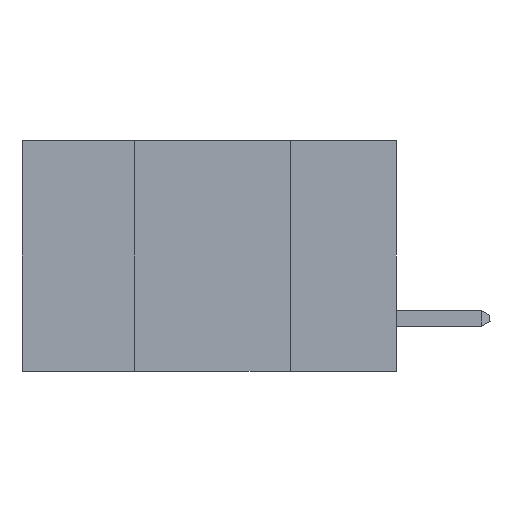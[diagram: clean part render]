
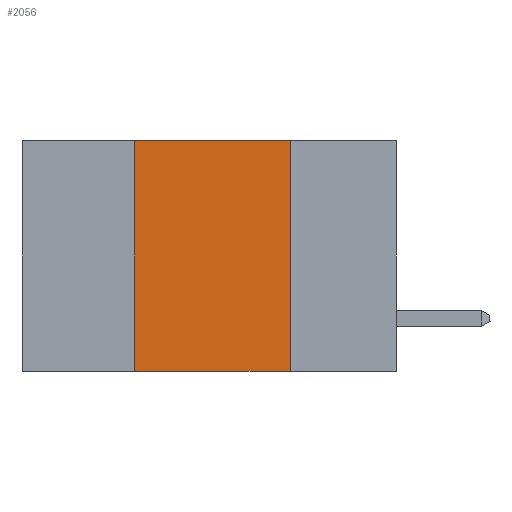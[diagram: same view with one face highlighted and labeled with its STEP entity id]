
A CAD part, left-side view. The second image highlights one B-rep face of the part: STEP entity #2056.
In plain terms, the highlighted planar face has unit normal (-1, 0, 0).
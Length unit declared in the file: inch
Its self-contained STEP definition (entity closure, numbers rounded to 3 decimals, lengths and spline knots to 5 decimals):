
#237 = CARTESIAN_POINT ( 'NONE',  ( 0., 0.42, 0. ) ) ;
#304 = ORIENTED_EDGE ( 'NONE', *, *, #3716, .F. ) ;
#634 = DIRECTION ( 'NONE',  ( 0., -1., 0. ) ) ;
#670 = VECTOR ( 'NONE', #7270, 39.37008 ) ;
#693 = CARTESIAN_POINT ( 'NONE',  ( 0., 0.6, 0. ) ) ;
#864 = DIRECTION ( 'NONE',  ( 0., 0., 1. ) ) ;
#1672 = PLANE ( 'NONE',  #2348 ) ;
#2056 = ADVANCED_FACE ( 'NONE', ( #5420 ), #1672, .F. ) ;
#2348 = AXIS2_PLACEMENT_3D ( 'NONE', #3367, #9192, #7673 ) ;
#2590 = LINE ( 'NONE', #7828, #670 ) ;
#3024 = CARTESIAN_POINT ( 'NONE',  ( 0., 0.17, 0. ) ) ;
#3129 = VERTEX_POINT ( 'NONE', #3024 ) ;
#3220 = LINE ( 'NONE', #237, #8657 ) ;
#3306 = VERTEX_POINT ( 'NONE', #6096 ) ;
#3367 = CARTESIAN_POINT ( 'NONE',  ( 0., 0.6, 0. ) ) ;
#3570 = ORIENTED_EDGE ( 'NONE', *, *, #7637, .F. ) ;
#3716 = EDGE_CURVE ( 'NONE', #3306, #3129, #4618, .T. ) ;
#4618 = LINE ( 'NONE', #693, #8109 ) ;
#5420 = FACE_OUTER_BOUND ( 'NONE', #8941, .T. ) ;
#5635 = VERTEX_POINT ( 'NONE', #9164 ) ;
#6096 = CARTESIAN_POINT ( 'NONE',  ( 0., 0.42, 0. ) ) ;
#6301 = VECTOR ( 'NONE', #8585, 39.37008 ) ;
#7270 = DIRECTION ( 'NONE',  ( 0., 0., -1. ) ) ;
#7637 = EDGE_CURVE ( 'NONE', #9167, #3306, #3220, .T. ) ;
#7673 = DIRECTION ( 'NONE',  ( 0., 0., -1. ) ) ;
#7828 = CARTESIAN_POINT ( 'NONE',  ( 0., 0.17, 0. ) ) ;
#7915 = EDGE_CURVE ( 'NONE', #9167, #5635, #7932, .T. ) ;
#7932 = LINE ( 'NONE', #8623, #6301 ) ;
#8109 = VECTOR ( 'NONE', #634, 39.37008 ) ;
#8162 = ORIENTED_EDGE ( 'NONE', *, *, #7915, .T. ) ;
#8343 = EDGE_CURVE ( 'NONE', #3129, #5635, #2590, .T. ) ;
#8585 = DIRECTION ( 'NONE',  ( 0., -1., 0. ) ) ;
#8623 = CARTESIAN_POINT ( 'NONE',  ( 0., 0.6, -0.37 ) ) ;
#8657 = VECTOR ( 'NONE', #864, 39.37008 ) ;
#8941 = EDGE_LOOP ( 'NONE', ( #8943, #304, #3570, #8162 ) ) ;
#8943 = ORIENTED_EDGE ( 'NONE', *, *, #8343, .F. ) ;
#9121 = CARTESIAN_POINT ( 'NONE',  ( 0., 0.42, -0.37 ) ) ;
#9164 = CARTESIAN_POINT ( 'NONE',  ( 0., 0.17, -0.37 ) ) ;
#9167 = VERTEX_POINT ( 'NONE', #9121 ) ;
#9192 = DIRECTION ( 'NONE',  ( 1., 0., 0. ) ) ;
